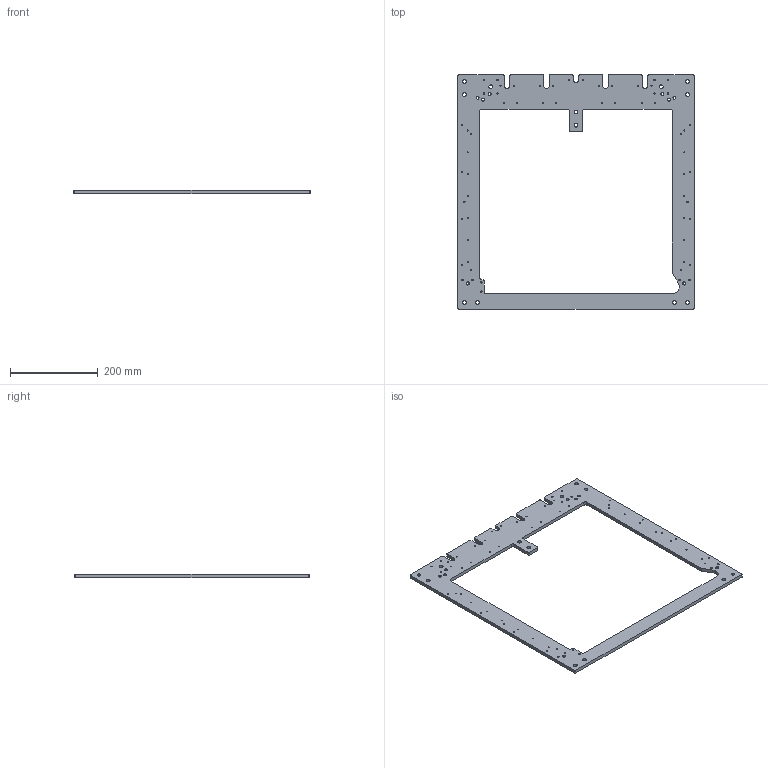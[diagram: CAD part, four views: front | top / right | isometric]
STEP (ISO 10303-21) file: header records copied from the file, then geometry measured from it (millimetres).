
FILE_DESCRIPTION(('FreeCAD Model'),'2;1');
FILE_NAME('PP-MP0302_top_plate.step','2019-10-09T11:16:07',('Author'),(''), 'Open CASCADE STEP processor 7.3','FreeCAD','Unknown');
FILE_SCHEMA(('AUTOMOTIVE_DESIGN { 1 0 10303 214 1 1 1 1 }'));
Length unit declared in the file: millimetre
Products named in the file (1): Body
Bounding box: 540 x 535 x 8 mm (x, y, z)
Volume: 812389.5 mm3; surface area: 244890.2 mm2
Topology: 1 solids, 1 shells, 148 faces, 436 edges, 290 vertices
Faces by surface type: cylinder 111, plane 35, cone 2
Full cylindrical faces by diameter (mm): 2.4 x40, 3 x6, 3.2 x10, 4.3 x6, 6.6 x6, 8.4 x12
Entity records: 11145 total; most frequent: CARTESIAN_POINT 1915, DIRECTION 1802, ORIENTED_EDGE 872, PCURVE 872, DEFINITIONAL_REPRESENTATION 872, LINE 862, VECTOR 862, EDGE_CURVE 436
